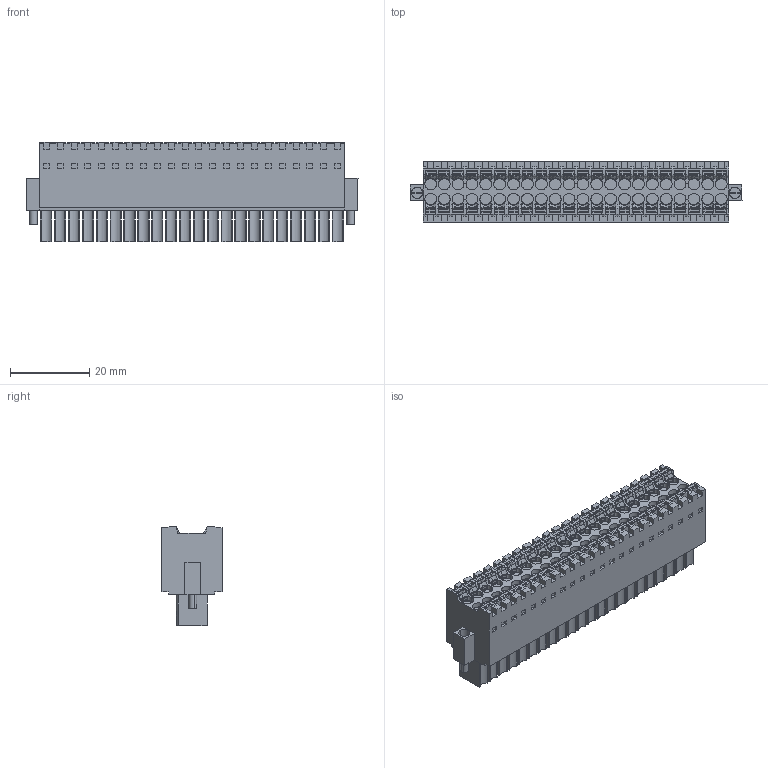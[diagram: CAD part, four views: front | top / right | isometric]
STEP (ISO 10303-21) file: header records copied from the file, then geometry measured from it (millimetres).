
FILE_DESCRIPTION(('CATIA V5 STEP','CAx-IF Rec.Pracs.--- Model Styling and Organization---1.4--- 2014-01-23'),'2;1');
FILE_NAME ('442378-6_0', '2023-08-22T06:46:30+00:00', ('none'), ('Weidmueller'), 'CATIA Version 5-6 Release 2016 SP3 HF44', 'CATIA V5 STEP AP214', 'none');
FILE_SCHEMA(('AUTOMOTIVE_DESIGN { 1 0 10303 214 1 1 1 1 }'));
Products named in the file (1): 2558540000
Bounding box: 83.75 x 15.2 x 25.05 mm (x, y, z)
Volume: 21604.4 mm3; surface area: 13572 mm2
Topology: 47 solids, 47 shells, 2944 faces, 8575 edges, 5839 vertices
Faces by surface type: plane 1912, cylinder 370, torus 263, extrusion 223, cone 88, bspline 88
Entity records: 100514 total; most frequent: CARTESIAN_POINT 31310, ORIENTED_EDGE 17150, DIRECTION 9704, EDGE_CURVE 8575, VECTOR 6286, LINE 6063, VERTEX_POINT 5839, EDGE_LOOP 3062
